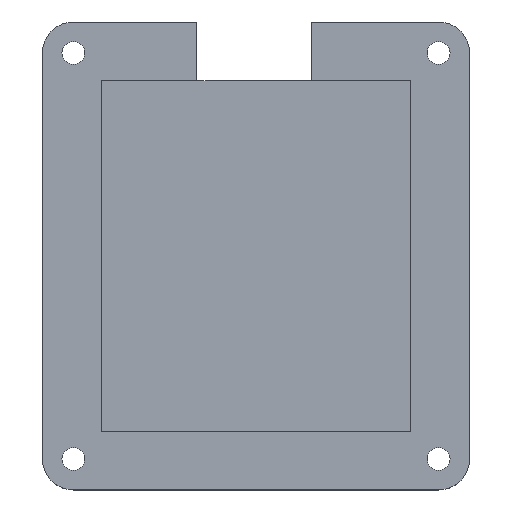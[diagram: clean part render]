
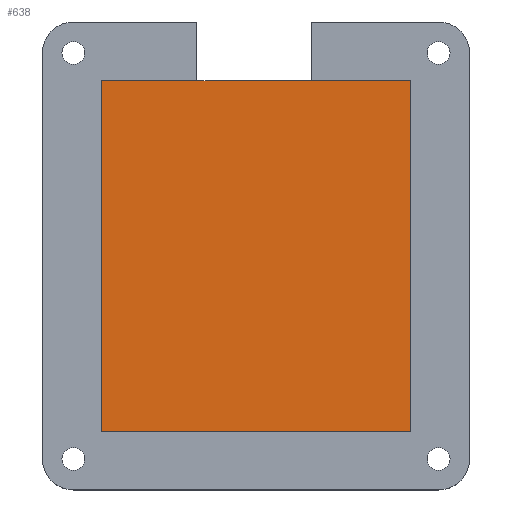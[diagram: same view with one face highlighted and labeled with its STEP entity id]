
A CAD part, top view. The second image highlights one B-rep face of the part: STEP entity #638.
In plain terms, the highlighted planar face has unit normal (0, 0, 1).
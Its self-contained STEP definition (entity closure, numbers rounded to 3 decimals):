
#207 = VERTEX_POINT('',#208);
#208 = CARTESIAN_POINT('',(25.,66.2,3.));
#261 = EDGE_CURVE('',#262,#207,#264,.T.);
#262 = VERTEX_POINT('',#263);
#263 = CARTESIAN_POINT('',(43.5,66.2,3.));
#264 = LINE('',#265,#266);
#265 = CARTESIAN_POINT('',(59.6,66.2,3.));
#266 = VECTOR('',#267,1.);
#267 = DIRECTION('',(-1.,0.,0.));
#618 = EDGE_CURVE('',#207,#619,#621,.T.);
#619 = VERTEX_POINT('',#620);
#620 = CARTESIAN_POINT('',(9.5,66.2,3.));
#621 = LINE('',#622,#623);
#622 = CARTESIAN_POINT('',(59.6,66.2,3.));
#623 = VECTOR('',#624,1.);
#624 = DIRECTION('',(-1.,0.,0.));
#638 = ADVANCED_FACE('',(#639),#673,.T.);
#639 = FACE_BOUND('',#640,.T.);
#640 = EDGE_LOOP('',(#641,#651,#659,#665,#666,#667));
#641 = ORIENTED_EDGE('',*,*,#642,.T.);
#642 = EDGE_CURVE('',#643,#645,#647,.T.);
#643 = VERTEX_POINT('',#644);
#644 = CARTESIAN_POINT('',(9.5,9.5,3.));
#645 = VERTEX_POINT('',#646);
#646 = CARTESIAN_POINT('',(59.6,9.5,3.));
#647 = LINE('',#648,#649);
#648 = CARTESIAN_POINT('',(9.5,9.5,3.));
#649 = VECTOR('',#650,1.);
#650 = DIRECTION('',(1.,0.,0.));
#651 = ORIENTED_EDGE('',*,*,#652,.T.);
#652 = EDGE_CURVE('',#645,#653,#655,.T.);
#653 = VERTEX_POINT('',#654);
#654 = CARTESIAN_POINT('',(59.6,66.2,3.));
#655 = LINE('',#656,#657);
#656 = CARTESIAN_POINT('',(59.6,9.5,3.));
#657 = VECTOR('',#658,1.);
#658 = DIRECTION('',(0.,1.,0.));
#659 = ORIENTED_EDGE('',*,*,#660,.T.);
#660 = EDGE_CURVE('',#653,#262,#661,.T.);
#661 = LINE('',#662,#663);
#662 = CARTESIAN_POINT('',(59.6,66.2,3.));
#663 = VECTOR('',#664,1.);
#664 = DIRECTION('',(-1.,0.,0.));
#665 = ORIENTED_EDGE('',*,*,#261,.T.);
#666 = ORIENTED_EDGE('',*,*,#618,.T.);
#667 = ORIENTED_EDGE('',*,*,#668,.T.);
#668 = EDGE_CURVE('',#619,#643,#669,.T.);
#669 = LINE('',#670,#671);
#670 = CARTESIAN_POINT('',(9.5,66.2,3.));
#671 = VECTOR('',#672,1.);
#672 = DIRECTION('',(0.,-1.,0.));
#673 = PLANE('',#674);
#674 = AXIS2_PLACEMENT_3D('',#675,#676,#677);
#675 = CARTESIAN_POINT('',(34.55,37.85,3.));
#676 = DIRECTION('',(0.,0.,1.));
#677 = DIRECTION('',(1.,0.,0.));
